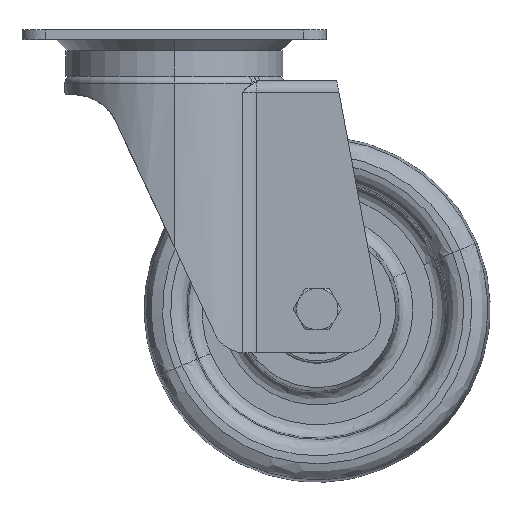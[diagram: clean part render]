
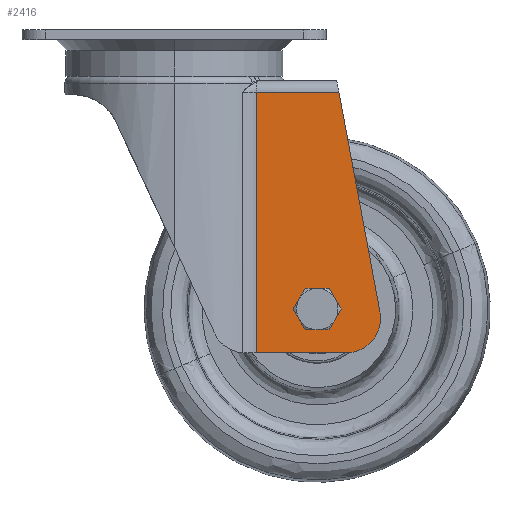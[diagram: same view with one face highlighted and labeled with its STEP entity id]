
A CAD part, top view. The second image highlights one B-rep face of the part: STEP entity #2416.
In plain terms, the highlighted planar face has unit normal (0, 0, 1).
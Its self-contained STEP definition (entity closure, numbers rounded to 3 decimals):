
#15 = EDGE_CURVE ( 'NONE', #13868, #4166, #4486, .T. ) ;
#30 = VECTOR ( 'NONE', #12998, 1000. ) ;
#130 = CARTESIAN_POINT ( 'NONE',  ( 60.689, -140., 35. ) ) ;
#510 = CARTESIAN_POINT ( 'NONE',  ( 75.435, -122.251, 35. ) ) ;
#930 = DIRECTION ( 'NONE',  ( 1., 0., 0. ) ) ;
#1364 = DIRECTION ( 'NONE',  ( 0., 0., 1. ) ) ;
#1440 = DIRECTION ( 'NONE',  ( -1., 0., 0. ) ) ;
#2137 = VECTOR ( 'NONE', #5329, 1000. ) ;
#2170 = VERTEX_POINT ( 'NONE', #130 ) ;
#2229 = CARTESIAN_POINT ( 'NONE',  ( 57.676, -27., 35. ) ) ;
#2416 = ADVANCED_FACE ( 'NONE', ( #7229, #10619 ), #8022, .F. ) ;
#2460 = VECTOR ( 'NONE', #15794, 1000. ) ;
#2469 = VERTEX_POINT ( 'NONE', #510 ) ;
#2623 = DIRECTION ( 'NONE',  ( 1., 0., 0. ) ) ;
#2625 = EDGE_CURVE ( 'NONE', #13822, #2469, #15768, .T. ) ;
#3111 = AXIS2_PLACEMENT_3D ( 'NONE', #13233, #15737, #5688 ) ;
#3149 = ORIENTED_EDGE ( 'NONE', *, *, #11385, .T. ) ;
#3910 = VECTOR ( 'NONE', #13092, 1000. ) ;
#4161 = CARTESIAN_POINT ( 'NONE',  ( 56.744, -22., 35. ) ) ;
#4166 = VERTEX_POINT ( 'NONE', #8798 ) ;
#4259 = VERTEX_POINT ( 'NONE', #7894 ) ;
#4288 = CARTESIAN_POINT ( 'NONE',  ( 78.744, -140., 35. ) ) ;
#4486 = LINE ( 'NONE', #13305, #2460 ) ;
#4642 = AXIS2_PLACEMENT_3D ( 'NONE', #9641, #7185, #930 ) ;
#4698 = EDGE_LOOP ( 'NONE', ( #14911, #9985 ) ) ;
#5101 = EDGE_CURVE ( 'NONE', #4166, #10815, #9293, .T. ) ;
#5329 = DIRECTION ( 'NONE',  ( -0.183, 0.983, 0. ) ) ;
#5548 = EDGE_LOOP ( 'NONE', ( #9541, #3149, #9756, #7458, #6847, #10869 ) ) ;
#5688 = DIRECTION ( 'NONE',  ( -1., 0., 0. ) ) ;
#5859 = EDGE_CURVE ( 'NONE', #10815, #2170, #8437, .T. ) ;
#5878 = AXIS2_PLACEMENT_3D ( 'NONE', #12054, #9591, #14581 ) ;
#6128 = CARTESIAN_POINT ( 'NONE',  ( 22.039, -140., 35. ) ) ;
#6610 = CIRCLE ( 'NONE', #7817, 15. ) ;
#6650 = CARTESIAN_POINT ( 'NONE',  ( 22.039, -22., 35. ) ) ;
#6847 = ORIENTED_EDGE ( 'NONE', *, *, #15, .T. ) ;
#7185 = DIRECTION ( 'NONE',  ( 0., 0., 1. ) ) ;
#7229 = FACE_BOUND ( 'NONE', #4698, .T. ) ;
#7458 = ORIENTED_EDGE ( 'NONE', *, *, #10503, .T. ) ;
#7535 = VERTEX_POINT ( 'NONE', #13838 ) ;
#7817 = AXIS2_PLACEMENT_3D ( 'NONE', #15365, #7986, #1440 ) ;
#7894 = CARTESIAN_POINT ( 'NONE',  ( 41.994, -121., 35. ) ) ;
#7986 = DIRECTION ( 'NONE',  ( 0., 0., 1. ) ) ;
#8022 = PLANE ( 'NONE',  #3111 ) ;
#8326 = AXIS2_PLACEMENT_3D ( 'NONE', #10183, #1364, #2623 ) ;
#8437 = LINE ( 'NONE', #4288, #3910 ) ;
#8446 = LINE ( 'NONE', #4161, #2137 ) ;
#8798 = CARTESIAN_POINT ( 'NONE',  ( 22.039, -27., 35. ) ) ;
#9293 = LINE ( 'NONE', #6650, #30 ) ;
#9541 = ORIENTED_EDGE ( 'NONE', *, *, #5859, .T. ) ;
#9591 = DIRECTION ( 'NONE',  ( 0., 0., 1. ) ) ;
#9641 = CARTESIAN_POINT ( 'NONE',  ( 48.244, -121., 35. ) ) ;
#9722 = EDGE_CURVE ( 'NONE', #4259, #7535, #12832, .T. ) ;
#9756 = ORIENTED_EDGE ( 'NONE', *, *, #2625, .T. ) ;
#9985 = ORIENTED_EDGE ( 'NONE', *, *, #9722, .F. ) ;
#10183 = CARTESIAN_POINT ( 'NONE',  ( 48.244, -121., 35. ) ) ;
#10503 = EDGE_CURVE ( 'NONE', #2469, #13868, #8446, .T. ) ;
#10619 = FACE_OUTER_BOUND ( 'NONE', #5548, .T. ) ;
#10815 = VERTEX_POINT ( 'NONE', #6128 ) ;
#10869 = ORIENTED_EDGE ( 'NONE', *, *, #5101, .T. ) ;
#11385 = EDGE_CURVE ( 'NONE', #2170, #13822, #6610, .T. ) ;
#12054 = CARTESIAN_POINT ( 'NONE',  ( 60.689, -125., 35. ) ) ;
#12832 = CIRCLE ( 'NONE', #4642, 6.25 ) ;
#12998 = DIRECTION ( 'NONE',  ( 0., -1., 0. ) ) ;
#13092 = DIRECTION ( 'NONE',  ( 1., 0., 0. ) ) ;
#13233 = CARTESIAN_POINT ( 'NONE',  ( -13.756, -22., 35. ) ) ;
#13305 = CARTESIAN_POINT ( 'NONE',  ( 22.039, -27., 35. ) ) ;
#13421 = EDGE_CURVE ( 'NONE', #7535, #4259, #13775, .T. ) ;
#13775 = CIRCLE ( 'NONE', #8326, 6.25 ) ;
#13822 = VERTEX_POINT ( 'NONE', #14741 ) ;
#13838 = CARTESIAN_POINT ( 'NONE',  ( 54.494, -121., 35. ) ) ;
#13868 = VERTEX_POINT ( 'NONE', #2229 ) ;
#14581 = DIRECTION ( 'NONE',  ( -1., 0., 0. ) ) ;
#14741 = CARTESIAN_POINT ( 'NONE',  ( 75.689, -125., 35. ) ) ;
#14911 = ORIENTED_EDGE ( 'NONE', *, *, #13421, .F. ) ;
#15365 = CARTESIAN_POINT ( 'NONE',  ( 60.689, -125., 35. ) ) ;
#15737 = DIRECTION ( 'NONE',  ( 0., 0., -1. ) ) ;
#15768 = CIRCLE ( 'NONE', #5878, 15. ) ;
#15794 = DIRECTION ( 'NONE',  ( -1., 0., 0. ) ) ;
